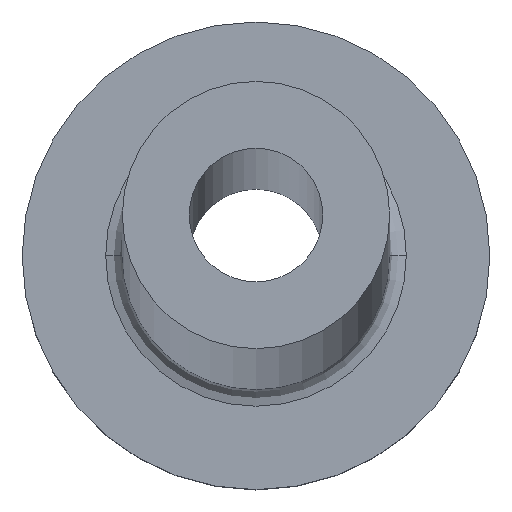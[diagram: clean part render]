
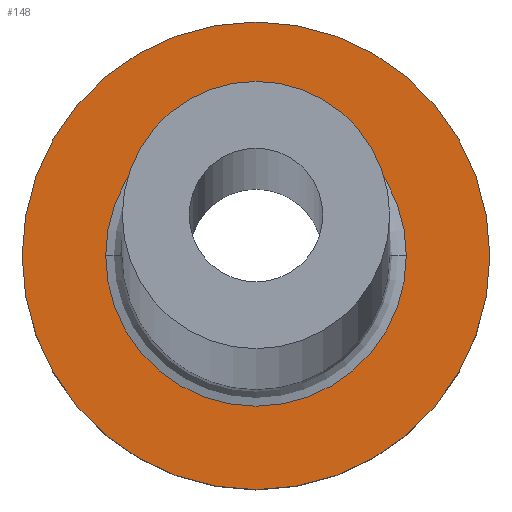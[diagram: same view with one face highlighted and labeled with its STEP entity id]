
A CAD part, top view. The second image highlights one B-rep face of the part: STEP entity #148.
In plain terms, the highlighted planar face has unit normal (0, 0, 1).
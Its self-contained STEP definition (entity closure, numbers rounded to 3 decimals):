
#15 = DIRECTION ( 'NONE',  ( 1., 0., 0. ) ) ;
#18 = EDGE_CURVE ( 'NONE', #138, #374, #249, .T. ) ;
#20 = EDGE_LOOP ( 'NONE', ( #341, #273 ) ) ;
#25 = EDGE_CURVE ( 'NONE', #289, #158, #347, .T. ) ;
#34 = CARTESIAN_POINT ( 'NONE',  ( 0., 0., 5. ) ) ;
#40 = CARTESIAN_POINT ( 'NONE',  ( 0., 0., 5. ) ) ;
#46 = CARTESIAN_POINT ( 'NONE',  ( 4.5, 0., 5. ) ) ;
#53 = EDGE_LOOP ( 'NONE', ( #221, #99 ) ) ;
#63 = DIRECTION ( 'NONE',  ( 0., 0., -1. ) ) ;
#67 = DIRECTION ( 'NONE',  ( 1., 0., 0. ) ) ;
#70 = EDGE_CURVE ( 'NONE', #374, #138, #370, .T. ) ;
#71 = AXIS2_PLACEMENT_3D ( 'NONE', #283, #323, #15 ) ;
#77 = AXIS2_PLACEMENT_3D ( 'NONE', #40, #362, #363 ) ;
#79 = CARTESIAN_POINT ( 'NONE',  ( 7., 0., 5. ) ) ;
#94 = CARTESIAN_POINT ( 'NONE',  ( 0., 0., 5. ) ) ;
#99 = ORIENTED_EDGE ( 'NONE', *, *, #70, .T. ) ;
#111 = EDGE_CURVE ( 'NONE', #158, #289, #172, .T. ) ;
#138 = VERTEX_POINT ( 'NONE', #46 ) ;
#148 = ADVANCED_FACE ( 'NONE', ( #353, #167 ), #225, .T. ) ;
#149 = AXIS2_PLACEMENT_3D ( 'NONE', #330, #274, #181 ) ;
#158 = VERTEX_POINT ( 'NONE', #79 ) ;
#167 = FACE_OUTER_BOUND ( 'NONE', #20, .T. ) ;
#172 = CIRCLE ( 'NONE', #77, 7. ) ;
#181 = DIRECTION ( 'NONE',  ( 1., 0., 0. ) ) ;
#187 = AXIS2_PLACEMENT_3D ( 'NONE', #34, #63, #67 ) ;
#221 = ORIENTED_EDGE ( 'NONE', *, *, #18, .T. ) ;
#225 = PLANE ( 'NONE',  #71 ) ;
#237 = AXIS2_PLACEMENT_3D ( 'NONE', #94, #336, #246 ) ;
#240 = CARTESIAN_POINT ( 'NONE',  ( -4.5, 0., 5. ) ) ;
#246 = DIRECTION ( 'NONE',  ( 1., 0., 0. ) ) ;
#249 = CIRCLE ( 'NONE', #187, 4.5 ) ;
#273 = ORIENTED_EDGE ( 'NONE', *, *, #111, .T. ) ;
#274 = DIRECTION ( 'NONE',  ( 0., 0., -1. ) ) ;
#283 = CARTESIAN_POINT ( 'NONE',  ( 0., 0., 5. ) ) ;
#289 = VERTEX_POINT ( 'NONE', #295 ) ;
#295 = CARTESIAN_POINT ( 'NONE',  ( -7., 0., 5. ) ) ;
#323 = DIRECTION ( 'NONE',  ( 0., 0., 1. ) ) ;
#330 = CARTESIAN_POINT ( 'NONE',  ( 0., 0., 5. ) ) ;
#336 = DIRECTION ( 'NONE',  ( 0., 0., 1. ) ) ;
#341 = ORIENTED_EDGE ( 'NONE', *, *, #25, .T. ) ;
#347 = CIRCLE ( 'NONE', #237, 7. ) ;
#353 = FACE_BOUND ( 'NONE', #53, .T. ) ;
#362 = DIRECTION ( 'NONE',  ( 0., 0., 1. ) ) ;
#363 = DIRECTION ( 'NONE',  ( 1., 0., 0. ) ) ;
#370 = CIRCLE ( 'NONE', #149, 4.5 ) ;
#374 = VERTEX_POINT ( 'NONE', #240 ) ;
